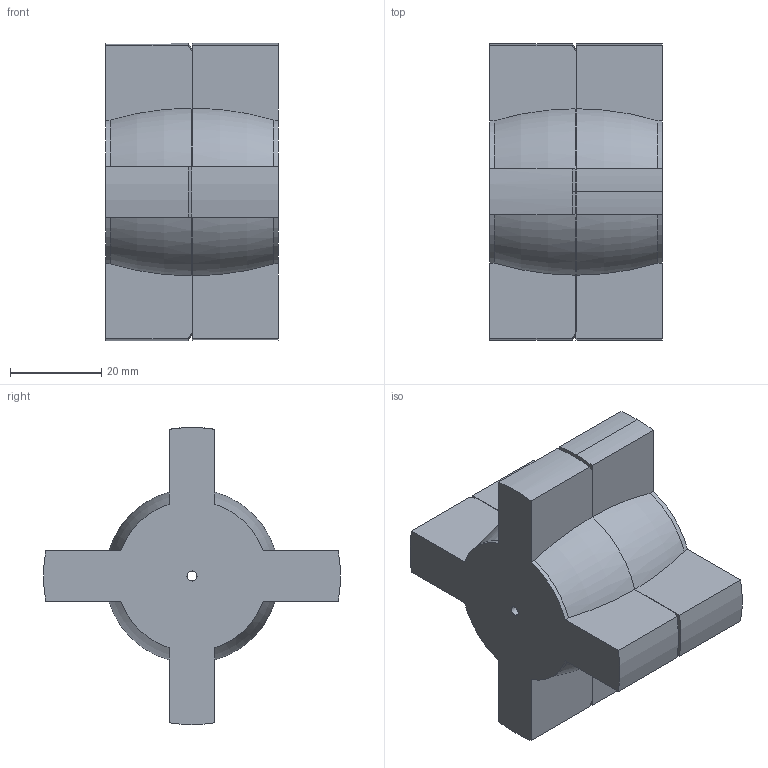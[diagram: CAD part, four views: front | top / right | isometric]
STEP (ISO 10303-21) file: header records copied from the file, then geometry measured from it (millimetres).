
FILE_DESCRIPTION (( 'STEP AP214' ), '1' );
FILE_NAME ('Roller coating mold.STEP', '2023-09-14T09:11:38', ( '' ), ( '' ), 'SwSTEP 2.0', 'SolidWorks 2020', '' );
FILE_SCHEMA (( 'AUTOMOTIVE_DESIGN' ));
Length unit declared in the file: millimetre
Products named in the file (3): Clamped mold_PLA bottom; Clamped mold_PLA top; Roller coating mold
Assembly tree (2 placements, depth 2):
  Roller coating mold
    Clamped mold_PLA bottom
    Clamped mold_PLA top
Bounding box: 37.83 x 64.9 x 65 mm (x, y, z)
Volume: 37143.9 mm3; surface area: 20561.7 mm2
Topology: 2 solids, 2 shells, 97 faces, 245 edges, 162 vertices
Faces by surface type: cylinder 42, plane 30, cone 13, torus 12
Entity records: 3199 total; most frequent: CARTESIAN_POINT 653, DIRECTION 547, ORIENTED_EDGE 490, EDGE_CURVE 245, AXIS2_PLACEMENT_3D 224, VERTEX_POINT 162, CIRCLE 122, EDGE_LOOP 119
